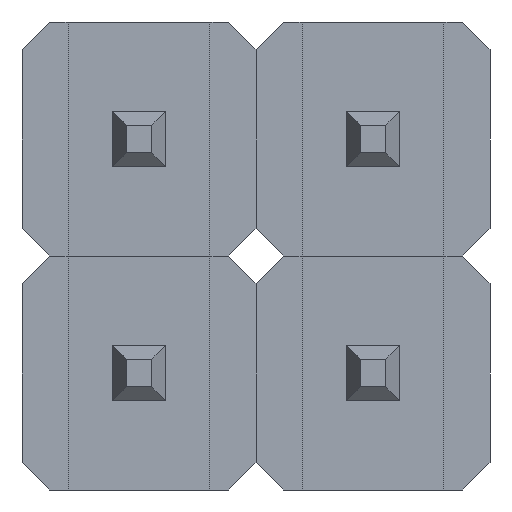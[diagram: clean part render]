
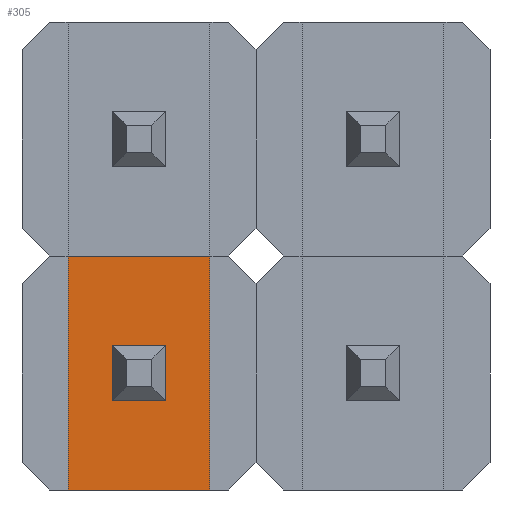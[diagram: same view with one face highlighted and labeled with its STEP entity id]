
A CAD part, front view. The second image highlights one B-rep face of the part: STEP entity #305.
In plain terms, the highlighted planar face has unit normal (0, -1, 0).
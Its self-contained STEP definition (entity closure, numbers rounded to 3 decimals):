
#25 = EDGE_CURVE ( 'NONE', #931, #4905, #5481, .T. ) ;
#162 = DIRECTION ( 'NONE',  ( -1., 0., 0. ) ) ;
#164 = CARTESIAN_POINT ( 'NONE',  ( 0.981, 0.44, -0.97 ) ) ;
#305 = ADVANCED_FACE ( 'NONE', ( #4389, #1159 ), #2165, .F. ) ;
#376 = CARTESIAN_POINT ( 'NONE',  ( 0.981, 0.44, -1.57 ) ) ;
#498 = EDGE_CURVE ( 'NONE', #544, #773, #5404, .T. ) ;
#525 = ORIENTED_EDGE ( 'NONE', *, *, #1867, .T. ) ;
#544 = VERTEX_POINT ( 'NONE', #1144 ) ;
#584 = DIRECTION ( 'NONE',  ( 1., 0., 0. ) ) ;
#773 = VERTEX_POINT ( 'NONE', #1166 ) ;
#903 = EDGE_CURVE ( 'NONE', #773, #4947, #2972, .T. ) ;
#907 = DIRECTION ( 'NONE',  ( 0., 1., 0. ) ) ;
#931 = VERTEX_POINT ( 'NONE', #4155 ) ;
#1022 = AXIS2_PLACEMENT_3D ( 'NONE', #2659, #907, #3998 ) ;
#1026 = DIRECTION ( 'NONE',  ( 0., 0., -1. ) ) ;
#1073 = CARTESIAN_POINT ( 'NONE',  ( 0.981, 0.44, 0. ) ) ;
#1127 = DIRECTION ( 'NONE',  ( 0., 0., 1. ) ) ;
#1144 = CARTESIAN_POINT ( 'NONE',  ( 0.5, 0.44, 0. ) ) ;
#1159 = FACE_OUTER_BOUND ( 'NONE', #1287, .T. ) ;
#1166 = CARTESIAN_POINT ( 'NONE',  ( 0.5, 0.44, -2.54 ) ) ;
#1207 = ORIENTED_EDGE ( 'NONE', *, *, #498, .T. ) ;
#1287 = EDGE_LOOP ( 'NONE', ( #525, #1207, #4734, #4801 ) ) ;
#1420 = EDGE_CURVE ( 'NONE', #4905, #5387, #2210, .T. ) ;
#1573 = CARTESIAN_POINT ( 'NONE',  ( 1.559, 0.44, -0.97 ) ) ;
#1660 = DIRECTION ( 'NONE',  ( 0., 0., -1. ) ) ;
#1688 = EDGE_CURVE ( 'NONE', #4729, #931, #4658, .T. ) ;
#1753 = ORIENTED_EDGE ( 'NONE', *, *, #5337, .T. ) ;
#1830 = ORIENTED_EDGE ( 'NONE', *, *, #1688, .T. ) ;
#1867 = EDGE_CURVE ( 'NONE', #2425, #544, #3271, .T. ) ;
#2062 = CARTESIAN_POINT ( 'NONE',  ( 1.559, 0.44, 0. ) ) ;
#2120 = VECTOR ( 'NONE', #162, 1000. ) ;
#2165 = PLANE ( 'NONE',  #1022 ) ;
#2210 = LINE ( 'NONE', #1073, #4858 ) ;
#2220 = ORIENTED_EDGE ( 'NONE', *, *, #1420, .T. ) ;
#2404 = VECTOR ( 'NONE', #1660, 1000. ) ;
#2425 = VERTEX_POINT ( 'NONE', #4774 ) ;
#2429 = VECTOR ( 'NONE', #4887, 1000. ) ;
#2659 = CARTESIAN_POINT ( 'NONE',  ( 2.04, 0.44, 0. ) ) ;
#2754 = DIRECTION ( 'NONE',  ( -1., 0., 0. ) ) ;
#2886 = CARTESIAN_POINT ( 'NONE',  ( 2.04, 0.44, 0. ) ) ;
#2972 = LINE ( 'NONE', #4972, #2429 ) ;
#3227 = VECTOR ( 'NONE', #1127, 1000. ) ;
#3250 = EDGE_CURVE ( 'NONE', #4947, #2425, #3644, .T. ) ;
#3271 = LINE ( 'NONE', #4443, #2120 ) ;
#3570 = CARTESIAN_POINT ( 'NONE',  ( 2.04, 0.44, -0.97 ) ) ;
#3591 = CARTESIAN_POINT ( 'NONE',  ( 2.04, 0.44, -2.54 ) ) ;
#3644 = LINE ( 'NONE', #2886, #3227 ) ;
#3650 = CARTESIAN_POINT ( 'NONE',  ( 0.5, 0.44, 0. ) ) ;
#3662 = VECTOR ( 'NONE', #584, 1000. ) ;
#3734 = VECTOR ( 'NONE', #1026, 1000. ) ;
#3897 = ORIENTED_EDGE ( 'NONE', *, *, #25, .T. ) ;
#3998 = DIRECTION ( 'NONE',  ( 0., 0., 1. ) ) ;
#4155 = CARTESIAN_POINT ( 'NONE',  ( 1.559, 0.44, -1.57 ) ) ;
#4336 = VECTOR ( 'NONE', #2754, 1000. ) ;
#4389 = FACE_BOUND ( 'NONE', #5351, .T. ) ;
#4443 = CARTESIAN_POINT ( 'NONE',  ( 0.5, 0.44, 0. ) ) ;
#4658 = LINE ( 'NONE', #2062, #2404 ) ;
#4729 = VERTEX_POINT ( 'NONE', #1573 ) ;
#4734 = ORIENTED_EDGE ( 'NONE', *, *, #903, .T. ) ;
#4774 = CARTESIAN_POINT ( 'NONE',  ( 2.04, 0.44, 0. ) ) ;
#4801 = ORIENTED_EDGE ( 'NONE', *, *, #3250, .T. ) ;
#4858 = VECTOR ( 'NONE', #4911, 1000. ) ;
#4887 = DIRECTION ( 'NONE',  ( 1., 0., 0. ) ) ;
#4905 = VERTEX_POINT ( 'NONE', #376 ) ;
#4911 = DIRECTION ( 'NONE',  ( 0., 0., 1. ) ) ;
#4917 = CARTESIAN_POINT ( 'NONE',  ( 2.04, 0.44, -1.57 ) ) ;
#4947 = VERTEX_POINT ( 'NONE', #3591 ) ;
#4972 = CARTESIAN_POINT ( 'NONE',  ( 0.5, 0.44, -2.54 ) ) ;
#5337 = EDGE_CURVE ( 'NONE', #5387, #4729, #5544, .T. ) ;
#5351 = EDGE_LOOP ( 'NONE', ( #3897, #2220, #1753, #1830 ) ) ;
#5387 = VERTEX_POINT ( 'NONE', #164 ) ;
#5404 = LINE ( 'NONE', #3650, #3734 ) ;
#5481 = LINE ( 'NONE', #4917, #4336 ) ;
#5544 = LINE ( 'NONE', #3570, #3662 ) ;
